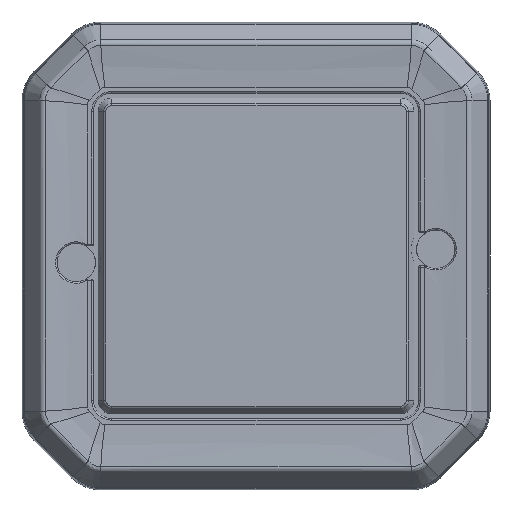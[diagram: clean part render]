
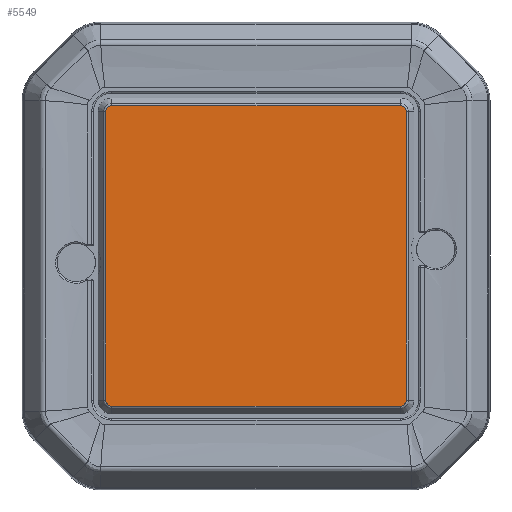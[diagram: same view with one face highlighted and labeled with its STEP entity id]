
A CAD part, top view. The second image highlights one B-rep face of the part: STEP entity #5549.
In plain terms, the highlighted planar face has unit normal (0, 0, -1).
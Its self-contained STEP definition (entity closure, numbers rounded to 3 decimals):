
#5266=AXIS2_PLACEMENT_3D('Circle Axis2P3D',#5264,#5265,$) ;
#5490=AXIS2_PLACEMENT_3D('Plane Axis2P3D',#5487,#5488,#5489) ;
#5494=AXIS2_PLACEMENT_3D('Circle Axis2P3D',#5492,#5493,$) ;
#5510=AXIS2_PLACEMENT_3D('Circle Axis2P3D',#5508,#5509,$) ;
#5529=AXIS2_PLACEMENT_3D('Circle Axis2P3D',#5527,#5528,$) ;
#5261=CARTESIAN_POINT('Vertex',(-21.65,22.564,12.3)) ;
#5264=CARTESIAN_POINT('Axis2P3D Location',(-21.65,21.65,12.3)) ;
#5268=CARTESIAN_POINT('Vertex',(-22.564,21.65,12.3)) ;
#5487=CARTESIAN_POINT('Axis2P3D Location',(22.,21.65,12.3)) ;
#5492=CARTESIAN_POINT('Axis2P3D Location',(21.65,-21.65,12.3)) ;
#5496=CARTESIAN_POINT('Vertex',(22.564,-21.65,12.3)) ;
#5498=CARTESIAN_POINT('Vertex',(21.65,-22.564,12.3)) ;
#5501=CARTESIAN_POINT('Line Origine',(0.,-22.564,12.3)) ;
#5505=CARTESIAN_POINT('Vertex',(-21.65,-22.564,12.3)) ;
#5508=CARTESIAN_POINT('Axis2P3D Location',(-21.65,-21.65,12.3)) ;
#5512=CARTESIAN_POINT('Vertex',(-22.564,-21.65,12.3)) ;
#5515=CARTESIAN_POINT('Line Origine',(-22.564,0.,12.3)) ;
#5520=CARTESIAN_POINT('Line Origine',(0.,22.564,12.3)) ;
#5524=CARTESIAN_POINT('Vertex',(21.65,22.564,12.3)) ;
#5527=CARTESIAN_POINT('Axis2P3D Location',(21.65,21.65,12.3)) ;
#5531=CARTESIAN_POINT('Vertex',(22.564,21.65,12.3)) ;
#5534=CARTESIAN_POINT('Line Origine',(22.564,0.,12.3)) ;
#5265=DIRECTION('Axis2P3D Direction',(0.,0.,-1.)) ;
#5488=DIRECTION('Axis2P3D Direction',(0.,-0.,-1.)) ;
#5489=DIRECTION('Axis2P3D XDirection',(1.,0.,0.)) ;
#5493=DIRECTION('Axis2P3D Direction',(0.,-0.,-1.)) ;
#5502=DIRECTION('Vector Direction',(1.,0.,0.)) ;
#5509=DIRECTION('Axis2P3D Direction',(0.,-0.,-1.)) ;
#5516=DIRECTION('Vector Direction',(0.,-1.,0.)) ;
#5521=DIRECTION('Vector Direction',(1.,0.,0.)) ;
#5528=DIRECTION('Axis2P3D Direction',(0.,-0.,-1.)) ;
#5535=DIRECTION('Vector Direction',(0.,-1.,0.)) ;
#5503=VECTOR('Line Direction',#5502,1.) ;
#5517=VECTOR('Line Direction',#5516,1.) ;
#5522=VECTOR('Line Direction',#5521,1.) ;
#5536=VECTOR('Line Direction',#5535,1.) ;
#5540=ORIENTED_EDGE('',*,*,#5500,.T.) ;
#5541=ORIENTED_EDGE('',*,*,#5507,.T.) ;
#5542=ORIENTED_EDGE('',*,*,#5514,.F.) ;
#5543=ORIENTED_EDGE('',*,*,#5519,.T.) ;
#5544=ORIENTED_EDGE('',*,*,#5270,.T.) ;
#5545=ORIENTED_EDGE('',*,*,#5526,.F.) ;
#5546=ORIENTED_EDGE('',*,*,#5533,.F.) ;
#5547=ORIENTED_EDGE('',*,*,#5538,.F.) ;
#5549=ADVANCED_FACE('Assembler.1',(#5548),#5491,.T.) ;
#5267=CIRCLE('generated circle',#5266,0.914) ;
#5495=CIRCLE('generated circle',#5494,0.914) ;
#5511=CIRCLE('generated circle',#5510,0.914) ;
#5530=CIRCLE('generated circle',#5529,0.914) ;
#5270=EDGE_CURVE('',#5269,#5262,#5267,.T.) ;
#5500=EDGE_CURVE('',#5497,#5499,#5495,.T.) ;
#5507=EDGE_CURVE('',#5499,#5506,#5504,.F.) ;
#5514=EDGE_CURVE('',#5513,#5506,#5511,.F.) ;
#5519=EDGE_CURVE('',#5513,#5269,#5518,.F.) ;
#5526=EDGE_CURVE('',#5525,#5262,#5523,.F.) ;
#5533=EDGE_CURVE('',#5532,#5525,#5530,.F.) ;
#5538=EDGE_CURVE('',#5497,#5532,#5537,.F.) ;
#5539=EDGE_LOOP('',(#5540,#5541,#5542,#5543,#5544,#5545,#5546,#5547)) ;
#5548=FACE_OUTER_BOUND('',#5539,.T.) ;
#5504=LINE('Line',#5501,#5503) ;
#5518=LINE('Line',#5515,#5517) ;
#5523=LINE('Line',#5520,#5522) ;
#5537=LINE('Line',#5534,#5536) ;
#5491=PLANE('',#5490) ;
#5262=VERTEX_POINT('',#5261) ;
#5269=VERTEX_POINT('',#5268) ;
#5497=VERTEX_POINT('',#5496) ;
#5499=VERTEX_POINT('',#5498) ;
#5506=VERTEX_POINT('',#5505) ;
#5513=VERTEX_POINT('',#5512) ;
#5525=VERTEX_POINT('',#5524) ;
#5532=VERTEX_POINT('',#5531) ;
